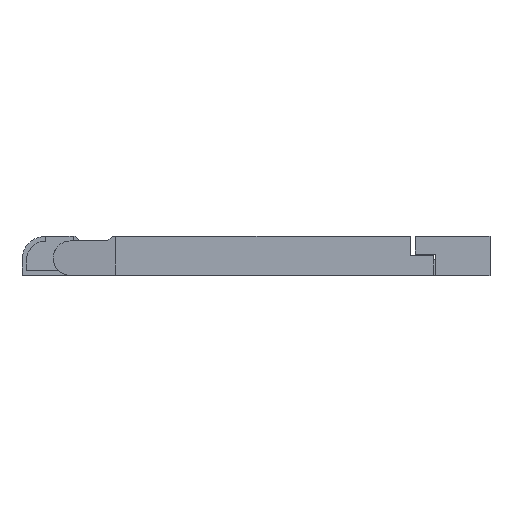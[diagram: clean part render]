
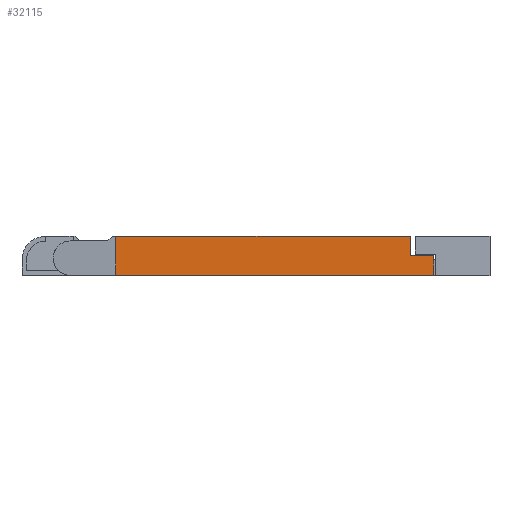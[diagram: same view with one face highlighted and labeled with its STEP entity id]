
A CAD part, top view. The second image highlights one B-rep face of the part: STEP entity #32115.
In plain terms, the highlighted planar face has unit normal (0, 0, 1).
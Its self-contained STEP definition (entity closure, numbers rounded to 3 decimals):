
#30222 = VECTOR ( 'NONE', #30356, 1000. ) ;
#30223 = CARTESIAN_POINT ( 'NONE',  ( -15., 2.5, 8.65 ) ) ;
#30224 = LINE ( 'NONE', #30223, #30222 ) ;
#30228 = CARTESIAN_POINT ( 'NONE',  ( -9., 2.5, 8.65 ) ) ;
#30354 = CARTESIAN_POINT ( 'NONE',  ( 9.9, 2.5, 8.65 ) ) ;
#30356 = DIRECTION ( 'NONE',  ( 1., 0., 0. ) ) ;
#31300 = CARTESIAN_POINT ( 'NONE',  ( -9., 0., 8.65 ) ) ;
#31369 = VERTEX_POINT ( 'NONE', #30228 ) ;
#31371 = EDGE_CURVE ( 'NONE', #31369, #31372, #30224, .T. ) ;
#31372 = VERTEX_POINT ( 'NONE', #30354 ) ;
#31675 = VERTEX_POINT ( 'NONE', #31300 ) ;
#31887 = VERTEX_POINT ( 'NONE', #32087 ) ;
#31889 = EDGE_CURVE ( 'NONE', #31675, #31887, #32079, .T. ) ;
#31978 = EDGE_CURVE ( 'NONE', #32083, #32131, #32582, .T. ) ;
#32074 = DIRECTION ( 'NONE',  ( 1., 0., 0. ) ) ;
#32076 = VECTOR ( 'NONE', #32074, 1000. ) ;
#32078 = CARTESIAN_POINT ( 'NONE',  ( -15., 0., 8.65 ) ) ;
#32079 = LINE ( 'NONE', #32078, #32076 ) ;
#32083 = VERTEX_POINT ( 'NONE', #32854 ) ;
#32084 = ORIENTED_EDGE ( 'NONE', *, *, #32086, .T. ) ;
#32086 = EDGE_CURVE ( 'NONE', #32083, #31372, #32849, .T. ) ;
#32087 = CARTESIAN_POINT ( 'NONE',  ( 11.4, 0., 8.65 ) ) ;
#32115 = ADVANCED_FACE ( 'NONE', ( #32993 ), #33078, .F. ) ;
#32118 = EDGE_LOOP ( 'NONE', ( #32119, #32120, #32124, #32126, #32134, #32084 ) ) ;
#32119 = ORIENTED_EDGE ( 'NONE', *, *, #31371, .F. ) ;
#32120 = ORIENTED_EDGE ( 'NONE', *, *, #32121, .F. ) ;
#32121 = EDGE_CURVE ( 'NONE', #31675, #31369, #33079, .T. ) ;
#32124 = ORIENTED_EDGE ( 'NONE', *, *, #31889, .T. ) ;
#32126 = ORIENTED_EDGE ( 'NONE', *, *, #32128, .F. ) ;
#32128 = EDGE_CURVE ( 'NONE', #32131, #31887, #33064, .T. ) ;
#32131 = VERTEX_POINT ( 'NONE', #33056 ) ;
#32134 = ORIENTED_EDGE ( 'NONE', *, *, #31978, .F. ) ;
#32576 = DIRECTION ( 'NONE',  ( 1., 0., 0. ) ) ;
#32578 = VECTOR ( 'NONE', #32576, 1000. ) ;
#32580 = CARTESIAN_POINT ( 'NONE',  ( 10.2, 1.25, 8.65 ) ) ;
#32582 = LINE ( 'NONE', #32580, #32578 ) ;
#32844 = DIRECTION ( 'NONE',  ( 0., 1., 0. ) ) ;
#32846 = VECTOR ( 'NONE', #32844, 1000. ) ;
#32847 = CARTESIAN_POINT ( 'NONE',  ( 9.9, 1.25, 8.65 ) ) ;
#32849 = LINE ( 'NONE', #32847, #32846 ) ;
#32854 = CARTESIAN_POINT ( 'NONE',  ( 9.9, 1.25, 8.65 ) ) ;
#32993 = FACE_OUTER_BOUND ( 'NONE', #32118, .T. ) ;
#33056 = CARTESIAN_POINT ( 'NONE',  ( 11.4, 1.25, 8.65 ) ) ;
#33058 = DIRECTION ( 'NONE',  ( 0., -1., 0. ) ) ;
#33060 = VECTOR ( 'NONE', #33058, 1000. ) ;
#33062 = CARTESIAN_POINT ( 'NONE',  ( 11.4, 1.25, 8.65 ) ) ;
#33064 = LINE ( 'NONE', #33062, #33060 ) ;
#33068 = DIRECTION ( 'NONE',  ( 0., 1., 0. ) ) ;
#33069 = VECTOR ( 'NONE', #33068, 1000. ) ;
#33070 = CARTESIAN_POINT ( 'NONE',  ( -9., 0., 8.65 ) ) ;
#33073 = DIRECTION ( 'NONE',  ( -1., 0., 0. ) ) ;
#33074 = DIRECTION ( 'NONE',  ( 0., 0., -1. ) ) ;
#33075 = CARTESIAN_POINT ( 'NONE',  ( -15., 2.5, 8.65 ) ) ;
#33077 = AXIS2_PLACEMENT_3D ( 'NONE', #33075, #33074, #33073 ) ;
#33078 = PLANE ( 'NONE',  #33077 ) ;
#33079 = LINE ( 'NONE', #33070, #33069 ) ;
